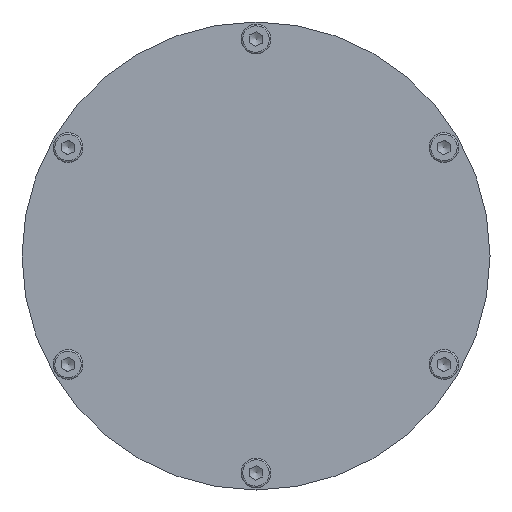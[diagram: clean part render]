
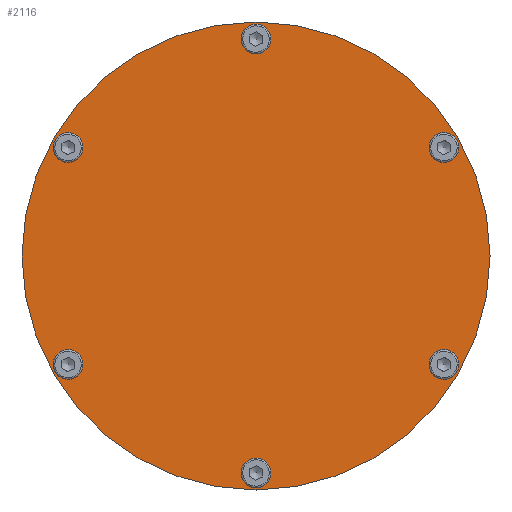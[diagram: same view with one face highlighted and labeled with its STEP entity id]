
A CAD part, front view. The second image highlights one B-rep face of the part: STEP entity #2116.
In plain terms, the highlighted face is planar.
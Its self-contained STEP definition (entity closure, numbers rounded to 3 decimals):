
#232=FACE_BOUND('',#539,.T.);
#233=FACE_BOUND('',#540,.T.);
#234=FACE_BOUND('',#541,.T.);
#235=FACE_BOUND('',#542,.T.);
#236=FACE_BOUND('',#543,.T.);
#237=FACE_BOUND('',#544,.T.);
#261=PLANE('',#2502);
#362=FACE_OUTER_BOUND('',#538,.T.);
#538=EDGE_LOOP('',(#1717));
#539=EDGE_LOOP('',(#1718));
#540=EDGE_LOOP('',(#1719));
#541=EDGE_LOOP('',(#1720));
#542=EDGE_LOOP('',(#1721));
#543=EDGE_LOOP('',(#1722));
#544=EDGE_LOOP('',(#1723));
#856=CIRCLE('',#2477,2.25);
#858=CIRCLE('',#2480,2.25);
#860=CIRCLE('',#2483,2.25);
#862=CIRCLE('',#2486,2.25);
#864=CIRCLE('',#2489,2.25);
#866=CIRCLE('',#2492,2.25);
#871=CIRCLE('',#2501,55.);
#1031=VERTEX_POINT('',#3600);
#1033=VERTEX_POINT('',#3606);
#1035=VERTEX_POINT('',#3612);
#1037=VERTEX_POINT('',#3618);
#1039=VERTEX_POINT('',#3624);
#1041=VERTEX_POINT('',#3630);
#1046=VERTEX_POINT('',#3646);
#1264=EDGE_CURVE('',#1031,#1031,#856,.T.);
#1267=EDGE_CURVE('',#1033,#1033,#858,.T.);
#1270=EDGE_CURVE('',#1035,#1035,#860,.T.);
#1273=EDGE_CURVE('',#1037,#1037,#862,.T.);
#1276=EDGE_CURVE('',#1039,#1039,#864,.T.);
#1279=EDGE_CURVE('',#1041,#1041,#866,.T.);
#1286=EDGE_CURVE('',#1046,#1046,#871,.T.);
#1717=ORIENTED_EDGE('',*,*,#1286,.T.);
#1718=ORIENTED_EDGE('',*,*,#1264,.T.);
#1719=ORIENTED_EDGE('',*,*,#1267,.T.);
#1720=ORIENTED_EDGE('',*,*,#1270,.T.);
#1721=ORIENTED_EDGE('',*,*,#1273,.T.);
#1722=ORIENTED_EDGE('',*,*,#1276,.T.);
#1723=ORIENTED_EDGE('',*,*,#1279,.T.);
#2116=ADVANCED_FACE('',(#362,#232,#233,#234,#235,#236,#237),#261,.T.);
#2477=AXIS2_PLACEMENT_3D('',#3601,#2974,#2975);
#2480=AXIS2_PLACEMENT_3D('',#3607,#2981,#2982);
#2483=AXIS2_PLACEMENT_3D('',#3613,#2988,#2989);
#2486=AXIS2_PLACEMENT_3D('',#3619,#2995,#2996);
#2489=AXIS2_PLACEMENT_3D('',#3625,#3002,#3003);
#2492=AXIS2_PLACEMENT_3D('',#3631,#3009,#3010);
#2501=AXIS2_PLACEMENT_3D('',#3647,#3029,#3030);
#2502=AXIS2_PLACEMENT_3D('',#3649,#3032,#3033);
#2974=DIRECTION('center_axis',(0.,-1.,0.));
#2975=DIRECTION('ref_axis',(1.,0.,0.));
#2981=DIRECTION('center_axis',(0.,-1.,0.));
#2982=DIRECTION('ref_axis',(1.,0.,0.));
#2988=DIRECTION('center_axis',(0.,-1.,0.));
#2989=DIRECTION('ref_axis',(1.,0.,0.));
#2995=DIRECTION('center_axis',(0.,-1.,0.));
#2996=DIRECTION('ref_axis',(1.,0.,0.));
#3002=DIRECTION('center_axis',(0.,-1.,0.));
#3003=DIRECTION('ref_axis',(1.,0.,0.));
#3009=DIRECTION('center_axis',(0.,-1.,0.));
#3010=DIRECTION('ref_axis',(1.,0.,0.));
#3029=DIRECTION('center_axis',(0.,1.,0.));
#3030=DIRECTION('ref_axis',(1.,0.,0.));
#3032=DIRECTION('center_axis',(0.,1.,0.));
#3033=DIRECTION('ref_axis',(0.,0.,1.));
#3600=CARTESIAN_POINT('',(-46.417,5.,-25.5));
#3601=CARTESIAN_POINT('Origin',(-44.167,5.,-25.5));
#3606=CARTESIAN_POINT('',(41.917,5.,-25.5));
#3607=CARTESIAN_POINT('Origin',(44.167,5.,-25.5));
#3612=CARTESIAN_POINT('',(-2.25,5.,51.));
#3613=CARTESIAN_POINT('Origin',(0.,5.,51.));
#3618=CARTESIAN_POINT('',(41.917,5.,25.5));
#3619=CARTESIAN_POINT('Origin',(44.167,5.,25.5));
#3624=CARTESIAN_POINT('',(-2.25,5.,-51.));
#3625=CARTESIAN_POINT('Origin',(0.,5.,-51.));
#3630=CARTESIAN_POINT('',(-46.417,5.,25.5));
#3631=CARTESIAN_POINT('Origin',(-44.167,5.,25.5));
#3646=CARTESIAN_POINT('',(0.,5.,55.));
#3647=CARTESIAN_POINT('Origin',(0.,5.,0.));
#3649=CARTESIAN_POINT('Origin',(0.,5.,0.));
